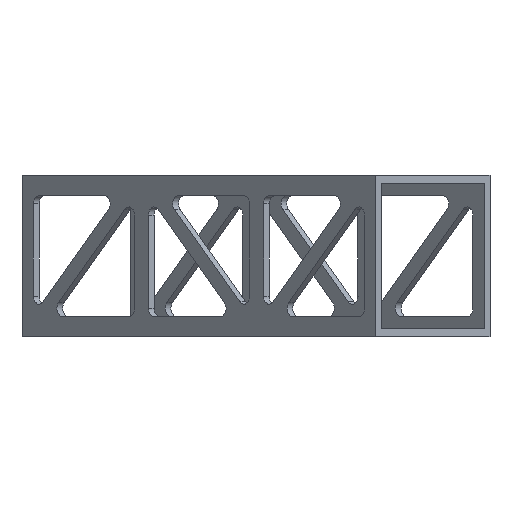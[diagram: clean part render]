
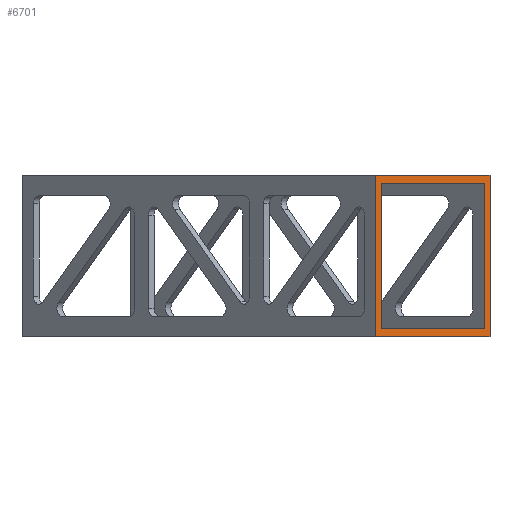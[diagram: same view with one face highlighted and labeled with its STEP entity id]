
A CAD part, front view. The second image highlights one B-rep face of the part: STEP entity #6701.
In plain terms, the highlighted face is planar.
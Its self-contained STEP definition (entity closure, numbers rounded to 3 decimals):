
#31=FACE_BOUND('',#1332,.T.);
#1003=FACE_OUTER_BOUND('',#1331,.T.);
#1331=EDGE_LOOP('',(#5539,#5540,#5541,#5542));
#1332=EDGE_LOOP('',(#5543,#5544,#5545,#5546));
#2025=LINE('',#11343,#2631);
#2026=LINE('',#11345,#2632);
#2027=LINE('',#11347,#2633);
#2028=LINE('',#11348,#2634);
#2029=LINE('',#11351,#2635);
#2030=LINE('',#11353,#2636);
#2031=LINE('',#11355,#2637);
#2032=LINE('',#11356,#2638);
#2631=VECTOR('',#9371,10.);
#2632=VECTOR('',#9372,10.);
#2633=VECTOR('',#9373,10.);
#2634=VECTOR('',#9374,10.);
#2635=VECTOR('',#9375,10.);
#2636=VECTOR('',#9376,10.);
#2637=VECTOR('',#9377,10.);
#2638=VECTOR('',#9378,10.);
#3285=VERTEX_POINT('',#11341);
#3286=VERTEX_POINT('',#11342);
#3287=VERTEX_POINT('',#11344);
#3288=VERTEX_POINT('',#11346);
#3289=VERTEX_POINT('',#11349);
#3290=VERTEX_POINT('',#11350);
#3291=VERTEX_POINT('',#11352);
#3292=VERTEX_POINT('',#11354);
#4249=EDGE_CURVE('',#3285,#3286,#2025,.T.);
#4250=EDGE_CURVE('',#3286,#3287,#2026,.T.);
#4251=EDGE_CURVE('',#3287,#3288,#2027,.T.);
#4252=EDGE_CURVE('',#3288,#3285,#2028,.T.);
#4253=EDGE_CURVE('',#3289,#3290,#2029,.T.);
#4254=EDGE_CURVE('',#3290,#3291,#2030,.T.);
#4255=EDGE_CURVE('',#3291,#3292,#2031,.T.);
#4256=EDGE_CURVE('',#3292,#3289,#2032,.T.);
#5539=ORIENTED_EDGE('',*,*,#4249,.T.);
#5540=ORIENTED_EDGE('',*,*,#4250,.T.);
#5541=ORIENTED_EDGE('',*,*,#4251,.T.);
#5542=ORIENTED_EDGE('',*,*,#4252,.T.);
#5543=ORIENTED_EDGE('',*,*,#4253,.T.);
#5544=ORIENTED_EDGE('',*,*,#4254,.T.);
#5545=ORIENTED_EDGE('',*,*,#4255,.T.);
#5546=ORIENTED_EDGE('',*,*,#4256,.T.);
#6379=PLANE('',#7407);
#6701=ADVANCED_FACE('',(#1003,#31),#6379,.T.);
#7407=AXIS2_PLACEMENT_3D('',#11340,#9369,#9370);
#9369=DIRECTION('center_axis',(0.,-1.,0.));
#9370=DIRECTION('ref_axis',(0.,0.,
-1.));
#9371=DIRECTION('',(0.,0.,-1.));
#9372=DIRECTION('',(1.,0.,0.));
#9373=DIRECTION('',(0.,0.,1.));
#9374=DIRECTION('',(-1.,0.,0.));
#9375=DIRECTION('',(0.,0.,-1.));
#9376=DIRECTION('',(-1.,0.,0.));
#9377=DIRECTION('',(0.,0.,1.));
#9378=DIRECTION('',(1.,0.,0.));
#11340=CARTESIAN_POINT('Origin',(0.,-164.69,
0.));
#11341=CARTESIAN_POINT('',(-20.,-164.69,20.));
#11342=CARTESIAN_POINT('',(-20.,-164.69,-20.));
#11343=CARTESIAN_POINT('',(-20.,-164.69,-10.));
#11344=CARTESIAN_POINT('',(20.,-164.69,-20.));
#11345=CARTESIAN_POINT('',(10.,-164.69,-20.));
#11346=CARTESIAN_POINT('',(20.,-164.69,20.));
#11347=CARTESIAN_POINT('',(20.,-164.69,10.));
#11348=CARTESIAN_POINT('',(-10.,-164.69,20.));
#11349=CARTESIAN_POINT('',(18.,-164.69,18.));
#11350=CARTESIAN_POINT('',(18.,-164.69,-18.));
#11351=CARTESIAN_POINT('',(18.,-164.69,-9.));
#11352=CARTESIAN_POINT('',(-18.,-164.69,-18.));
#11353=CARTESIAN_POINT('',(-9.,-164.69,-18.));
#11354=CARTESIAN_POINT('',(-18.,-164.69,18.));
#11355=CARTESIAN_POINT('',(-18.,-164.69,9.));
#11356=CARTESIAN_POINT('',(9.,-164.69,18.));
